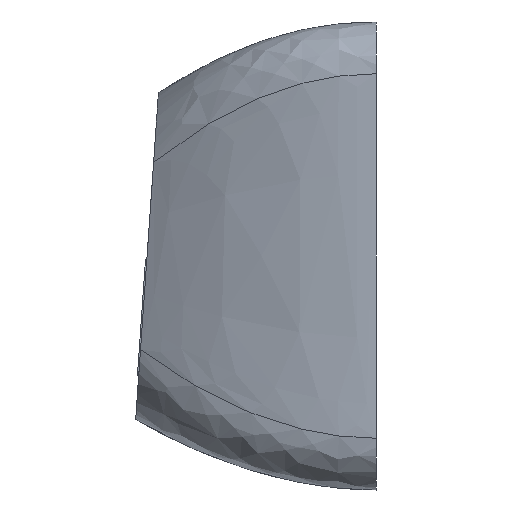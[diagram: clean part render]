
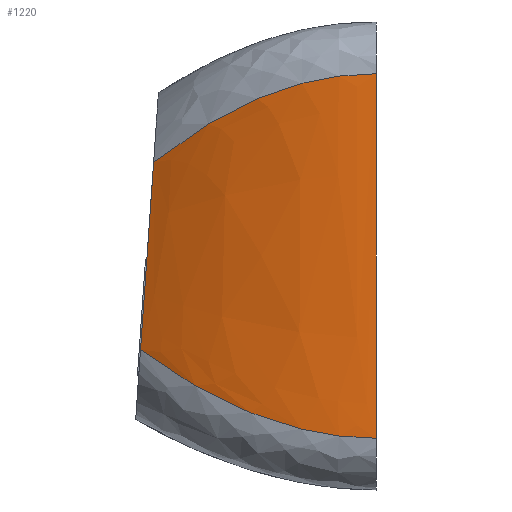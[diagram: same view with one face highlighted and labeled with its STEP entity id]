
A CAD part, left-side view. The second image highlights one B-rep face of the part: STEP entity #1220.
In plain terms, the highlighted free-form (B-spline) face has degree [3, 3] with [4, 4] control points.
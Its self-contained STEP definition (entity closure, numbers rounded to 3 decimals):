
#56=LINE('',#2409,#161);
#61=LINE('',#2430,#166);
#161=VECTOR('',#1372,10.);
#166=VECTOR('',#1389,10.);
#314=FACE_OUTER_BOUND('',#385,.T.);
#385=EDGE_LOOP('',(#964,#965,#966,#967));
#476=B_SPLINE_CURVE_WITH_KNOTS('',3,(#2546,#2547,#2548,#2549),
 .UNSPECIFIED.,.F.,.F.,(4,4),(0.,1.),.UNSPECIFIED.);
#477=B_SPLINE_CURVE_WITH_KNOTS('',3,(#2566,#2567,#2568,#2569),
 .UNSPECIFIED.,.F.,.F.,(4,4),(0.,1.),.UNSPECIFIED.);
#538=VERTEX_POINT('',#2406);
#539=VERTEX_POINT('',#2408);
#548=VERTEX_POINT('',#2427);
#549=VERTEX_POINT('',#2429);
#682=EDGE_CURVE('',#539,#538,#56,.T.);
#692=EDGE_CURVE('',#548,#549,#61,.T.);
#700=EDGE_CURVE('',#548,#539,#476,.T.);
#701=EDGE_CURVE('',#549,#538,#477,.T.);
#964=ORIENTED_EDGE('',*,*,#692,.F.);
#965=ORIENTED_EDGE('',*,*,#700,.T.);
#966=ORIENTED_EDGE('',*,*,#682,.T.);
#967=ORIENTED_EDGE('',*,*,#701,.F.);
#1181=B_SPLINE_SURFACE_WITH_KNOTS('',3,3,((#2550,#2551,#2552,#2553),(#2554,
#2555,#2556,#2557),(#2558,#2559,#2560,#2561),(#2562,#2563,#2564,#2565)),
 .UNSPECIFIED.,.F.,.F.,.F.,(4,4),(4,4),(0.,1.),(0.,1.),.UNSPECIFIED.);
#1220=ADVANCED_FACE('',(#314),#1181,.F.);
#1372=DIRECTION('',(0.,0.,1.));
#1389=DIRECTION('',(0.,-0.07,0.998));
#2406=CARTESIAN_POINT('',(0.,0.,16.1));
#2408=CARTESIAN_POINT('',(0.,0.,2.));
#2409=CARTESIAN_POINT('',(0.,0.,16.1));
#2427=CARTESIAN_POINT('',(2.7,9.12,5.431));
#2429=CARTESIAN_POINT('',(2.7,8.614,12.669));
#2430=CARTESIAN_POINT('',(2.7,8.614,12.669));
#2546=CARTESIAN_POINT('Ctrl Pts',(2.7,9.12,5.431));
#2547=CARTESIAN_POINT('Ctrl Pts',(0.9,6.08,3.144));
#2548=CARTESIAN_POINT('Ctrl Pts',(0.,2.956,
2.));
#2549=CARTESIAN_POINT('Ctrl Pts',(0.,0.,
2.));
#2550=CARTESIAN_POINT('Ctrl Pts',(2.7,9.12,5.431));
#2551=CARTESIAN_POINT('Ctrl Pts',(0.9,6.08,3.144));
#2552=CARTESIAN_POINT('Ctrl Pts',(0.,2.956,
2.));
#2553=CARTESIAN_POINT('Ctrl Pts',(0.,0.,
2.));
#2554=CARTESIAN_POINT('Ctrl Pts',(2.7,9.022,6.841));
#2555=CARTESIAN_POINT('Ctrl Pts',(0.939,6.014,4.776));
#2556=CARTESIAN_POINT('Ctrl Pts',(0.,2.956,
3.047));
#2557=CARTESIAN_POINT('Ctrl Pts',(0.,0.,
3.047));
#2558=CARTESIAN_POINT('Ctrl Pts',(2.7,8.713,11.259));
#2559=CARTESIAN_POINT('Ctrl Pts',(0.939,5.808,13.324));
#2560=CARTESIAN_POINT('Ctrl Pts',(0.,2.956,
15.053));
#2561=CARTESIAN_POINT('Ctrl Pts',(0.,0.,
15.053));
#2562=CARTESIAN_POINT('Ctrl Pts',(2.7,8.614,12.669));
#2563=CARTESIAN_POINT('Ctrl Pts',(0.9,5.743,14.956));
#2564=CARTESIAN_POINT('Ctrl Pts',(0.,2.956,
16.1));
#2565=CARTESIAN_POINT('Ctrl Pts',(0.,0.,16.1));
#2566=CARTESIAN_POINT('Ctrl Pts',(2.7,8.614,12.669));
#2567=CARTESIAN_POINT('Ctrl Pts',(0.9,5.743,14.956));
#2568=CARTESIAN_POINT('Ctrl Pts',(0.,2.956,
16.1));
#2569=CARTESIAN_POINT('Ctrl Pts',(0.,0.,16.1));
